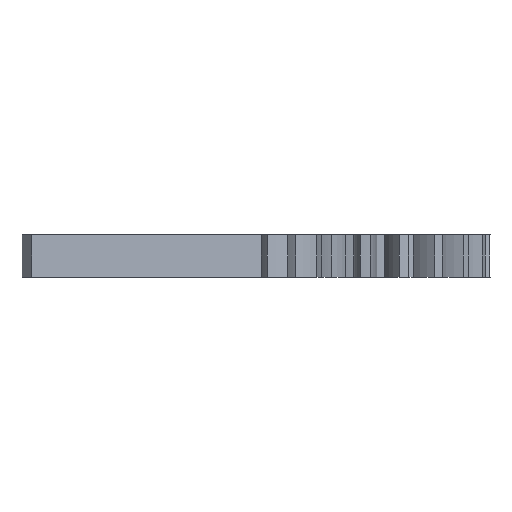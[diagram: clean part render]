
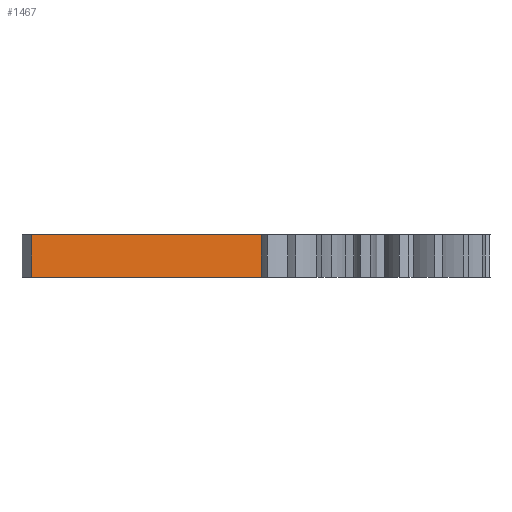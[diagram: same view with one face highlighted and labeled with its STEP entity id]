
A CAD part, front view. The second image highlights one B-rep face of the part: STEP entity #1467.
In plain terms, the highlighted planar face has unit normal (0.156, -0.988, 0).
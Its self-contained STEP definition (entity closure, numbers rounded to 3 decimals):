
#23=PLANE('',#1576);
#31=FACE_OUTER_BOUND('',#114,.T.);
#114=EDGE_LOOP('',(#930,#931,#932,#933));
#202=LINE('',#2383,#287);
#204=LINE('',#2387,#289);
#205=LINE('',#2389,#290);
#206=LINE('',#2390,#291);
#287=VECTOR('',#1828,10.);
#289=VECTOR('',#1832,10.);
#290=VECTOR('',#1833,10.);
#291=VECTOR('',#1834,10.);
#525=VERTEX_POINT('',#2380);
#526=VERTEX_POINT('',#2382);
#527=VERTEX_POINT('',#2386);
#528=VERTEX_POINT('',#2388);
#686=EDGE_CURVE('',#526,#525,#202,.T.);
#688=EDGE_CURVE('',#525,#527,#204,.T.);
#689=EDGE_CURVE('',#528,#527,#205,.T.);
#690=EDGE_CURVE('',#526,#528,#206,.T.);
#930=ORIENTED_EDGE('',*,*,#688,.T.);
#931=ORIENTED_EDGE('',*,*,#689,.F.);
#932=ORIENTED_EDGE('',*,*,#690,.F.);
#933=ORIENTED_EDGE('',*,*,#686,.T.);
#1467=ADVANCED_FACE('',(#31),#23,.T.);
#1576=AXIS2_PLACEMENT_3D('',#2385,#1830,#1831);
#1828=DIRECTION('',(0.,0.,-1.));
#1830=DIRECTION('center_axis',(0.156,-0.988,0.));
#1831=DIRECTION('ref_axis',(-0.988,-0.156,0.));
#1832=DIRECTION('',(0.988,0.156,0.));
#1833=DIRECTION('',(0.,0.,-1.));
#1834=DIRECTION('',(0.988,0.156,0.));
#2380=CARTESIAN_POINT('',(-63.261,-16.094,0.));
#2382=CARTESIAN_POINT('',(-63.261,-16.094,8.));
#2383=CARTESIAN_POINT('',(-63.261,-16.094,8.));
#2385=CARTESIAN_POINT('Origin',(-16.595,-8.703,8.));
#2386=CARTESIAN_POINT('',(-16.595,-8.703,0.));
#2387=CARTESIAN_POINT('',(-28.262,-10.551,0.));
#2388=CARTESIAN_POINT('',(-16.595,-8.703,8.));
#2389=CARTESIAN_POINT('',(-16.595,-8.703,0.));
#2390=CARTESIAN_POINT('',(-63.261,-16.094,8.));
